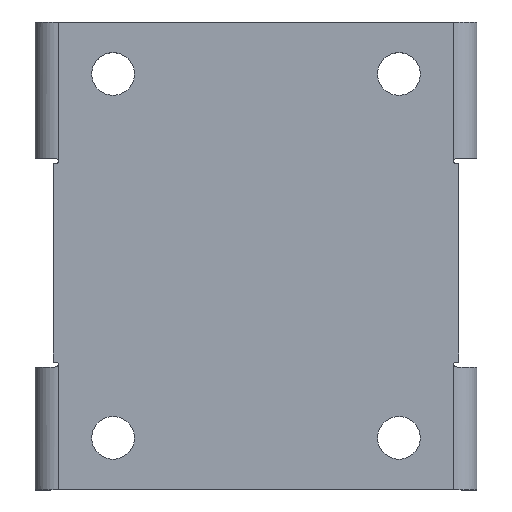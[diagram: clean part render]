
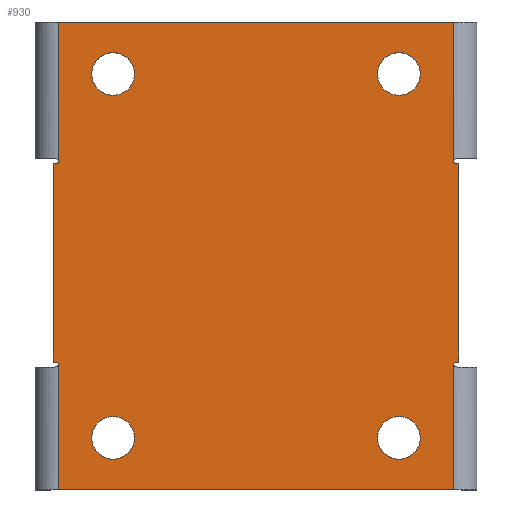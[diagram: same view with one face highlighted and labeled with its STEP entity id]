
A CAD part, top view. The second image highlights one B-rep face of the part: STEP entity #930.
In plain terms, the highlighted planar face has unit normal (0, 0, 1).
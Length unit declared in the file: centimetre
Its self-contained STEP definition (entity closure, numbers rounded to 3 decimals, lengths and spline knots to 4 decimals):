
#50=FACE_BOUND('',#135,.T.);
#51=FACE_BOUND('',#136,.T.);
#52=FACE_BOUND('',#137,.T.);
#53=FACE_BOUND('',#138,.T.);
#72=FACE_OUTER_BOUND('',#134,.T.);
#134=EDGE_LOOP('',(#688,#689,#690,#691,#692,#693,#694,#695,#696,#697,#698,
#699,#700,#701,#702,#703));
#135=EDGE_LOOP('',(#704));
#136=EDGE_LOOP('',(#705));
#137=EDGE_LOOP('',(#706));
#138=EDGE_LOOP('',(#707));
#194=CIRCLE('',#988,0.05);
#199=CIRCLE('',#1003,0.05);
#200=CIRCLE('',#1004,0.05);
#201=CIRCLE('',#1005,0.05);
#202=CIRCLE('',#1006,0.41);
#203=CIRCLE('',#1007,0.41);
#204=CIRCLE('',#1008,0.41);
#205=CIRCLE('',#1009,0.41);
#231=LINE('',#1374,#323);
#233=LINE('',#1378,#325);
#250=LINE('',#1474,#342);
#251=LINE('',#1477,#343);
#252=LINE('',#1481,#344);
#253=LINE('',#1483,#345);
#254=LINE('',#1485,#346);
#255=LINE('',#1489,#347);
#256=LINE('',#1491,#348);
#257=LINE('',#1493,#349);
#258=LINE('',#1497,#350);
#259=LINE('',#1498,#351);
#323=VECTOR('',#1097,3.82);
#325=VECTOR('',#1101,0.05);
#342=VECTOR('',#1148,2.62);
#343=VECTOR('',#1151,0.05);
#344=VECTOR('',#1154,0.05);
#345=VECTOR('',#1155,7.6);
#346=VECTOR('',#1156,2.36);
#347=VECTOR('',#1159,0.05);
#348=VECTOR('',#1160,3.82);
#349=VECTOR('',#1161,0.05);
#350=VECTOR('',#1164,0.05);
#351=VECTOR('',#1165,7.6);
#422=VERTEX_POINT('',#1371);
#423=VERTEX_POINT('',#1373);
#424=VERTEX_POINT('',#1377);
#425=VERTEX_POINT('',#1381);
#436=VERTEX_POINT('',#1470);
#437=VERTEX_POINT('',#1476);
#438=VERTEX_POINT('',#1478);
#439=VERTEX_POINT('',#1480);
#440=VERTEX_POINT('',#1482);
#441=VERTEX_POINT('',#1484);
#442=VERTEX_POINT('',#1486);
#443=VERTEX_POINT('',#1488);
#444=VERTEX_POINT('',#1490);
#445=VERTEX_POINT('',#1492);
#446=VERTEX_POINT('',#1494);
#447=VERTEX_POINT('',#1496);
#448=VERTEX_POINT('',#1499);
#449=VERTEX_POINT('',#1501);
#450=VERTEX_POINT('',#1503);
#451=VERTEX_POINT('',#1505);
#503=EDGE_CURVE('',#422,#423,#231,.T.);
#505=EDGE_CURVE('',#424,#423,#233,.T.);
#508=EDGE_CURVE('',#424,#425,#194,.T.);
#529=EDGE_CURVE('',#436,#425,#250,.T.);
#530=EDGE_CURVE('',#437,#422,#251,.T.);
#531=EDGE_CURVE('',#438,#437,#199,.T.);
#532=EDGE_CURVE('',#438,#439,#252,.T.);
#533=EDGE_CURVE('',#440,#439,#253,.T.);
#534=EDGE_CURVE('',#440,#441,#254,.T.);
#535=EDGE_CURVE('',#442,#441,#200,.T.);
#536=EDGE_CURVE('',#442,#443,#255,.T.);
#537=EDGE_CURVE('',#444,#443,#256,.T.);
#538=EDGE_CURVE('',#445,#444,#257,.T.);
#539=EDGE_CURVE('',#446,#445,#201,.T.);
#540=EDGE_CURVE('',#446,#447,#258,.T.);
#541=EDGE_CURVE('',#436,#447,#259,.T.);
#542=EDGE_CURVE('',#448,#448,#202,.T.);
#543=EDGE_CURVE('',#449,#449,#203,.T.);
#544=EDGE_CURVE('',#450,#450,#204,.T.);
#545=EDGE_CURVE('',#451,#451,#205,.T.);
#688=ORIENTED_EDGE('',*,*,#503,.F.);
#689=ORIENTED_EDGE('',*,*,#530,.F.);
#690=ORIENTED_EDGE('',*,*,#531,.F.);
#691=ORIENTED_EDGE('',*,*,#532,.T.);
#692=ORIENTED_EDGE('',*,*,#533,.F.);
#693=ORIENTED_EDGE('',*,*,#534,.T.);
#694=ORIENTED_EDGE('',*,*,#535,.F.);
#695=ORIENTED_EDGE('',*,*,#536,.T.);
#696=ORIENTED_EDGE('',*,*,#537,.F.);
#697=ORIENTED_EDGE('',*,*,#538,.F.);
#698=ORIENTED_EDGE('',*,*,#539,.F.);
#699=ORIENTED_EDGE('',*,*,#540,.T.);
#700=ORIENTED_EDGE('',*,*,#541,.F.);
#701=ORIENTED_EDGE('',*,*,#529,.T.);
#702=ORIENTED_EDGE('',*,*,#508,.F.);
#703=ORIENTED_EDGE('',*,*,#505,.T.);
#704=ORIENTED_EDGE('',*,*,#542,.F.);
#705=ORIENTED_EDGE('',*,*,#543,.F.);
#706=ORIENTED_EDGE('',*,*,#544,.F.);
#707=ORIENTED_EDGE('',*,*,#545,.F.);
#888=PLANE('',#1002);
#930=ADVANCED_FACE('',(#72,#50,#51,#52,#53),#888,.T.);
#988=AXIS2_PLACEMENT_3D('',#1383,#1106,#1107);
#1002=AXIS2_PLACEMENT_3D('',#1475,#1149,#1150);
#1003=AXIS2_PLACEMENT_3D('',#1479,#1152,#1153);
#1004=AXIS2_PLACEMENT_3D('',#1487,#1157,#1158);
#1005=AXIS2_PLACEMENT_3D('',#1495,#1162,#1163);
#1006=AXIS2_PLACEMENT_3D('',#1500,#1166,#1167);
#1007=AXIS2_PLACEMENT_3D('',#1502,#1168,#1169);
#1008=AXIS2_PLACEMENT_3D('',#1504,#1170,#1171);
#1009=AXIS2_PLACEMENT_3D('',#1506,#1172,#1173);
#1097=DIRECTION('',(0.,1.,0.));
#1101=DIRECTION('',(-1.,0.,0.));
#1106=DIRECTION('center_axis',(0.,0.,1.));
#1107=DIRECTION('ref_axis',(0.,-1.,0.));
#1148=DIRECTION('',(0.,-1.,0.));
#1149=DIRECTION('center_axis',(0.,0.,1.));
#1150=DIRECTION('ref_axis',(1.,0.,0.));
#1151=DIRECTION('',(-1.,0.,0.));
#1152=DIRECTION('center_axis',(0.,0.,1.));
#1153=DIRECTION('ref_axis',(1.,0.,0.));
#1154=DIRECTION('',(0.,-1.,0.));
#1155=DIRECTION('',(-1.,0.,0.));
#1156=DIRECTION('',(0.,1.,0.));
#1157=DIRECTION('center_axis',(0.,0.,1.));
#1158=DIRECTION('ref_axis',(0.,1.,0.));
#1159=DIRECTION('',(1.,0.,0.));
#1160=DIRECTION('',(0.,-1.,0.));
#1161=DIRECTION('',(1.,0.,0.));
#1162=DIRECTION('center_axis',(0.,0.,1.));
#1163=DIRECTION('ref_axis',(-1.,0.,0.));
#1164=DIRECTION('',(0.,1.,0.));
#1165=DIRECTION('',(1.,0.,0.));
#1166=DIRECTION('center_axis',(0.,0.,1.));
#1167=DIRECTION('ref_axis',(-1.,0.,0.));
#1168=DIRECTION('center_axis',(0.,0.,1.));
#1169=DIRECTION('ref_axis',(-1.,0.,0.));
#1170=DIRECTION('center_axis',(0.,0.,1.));
#1171=DIRECTION('ref_axis',(-1.,0.,0.));
#1172=DIRECTION('center_axis',(0.,0.,1.));
#1173=DIRECTION('ref_axis',(-1.,0.,0.));
#1371=CARTESIAN_POINT('',(-3.9,-4.54,0.15));
#1373=CARTESIAN_POINT('',(-3.9,-0.72,0.15));
#1374=CARTESIAN_POINT('',(-3.9,-4.54,0.15));
#1377=CARTESIAN_POINT('',(-3.85,-0.72,0.15));
#1378=CARTESIAN_POINT('',(-3.85,-0.72,0.15));
#1381=CARTESIAN_POINT('',(-3.8,-0.67,0.15));
#1383=CARTESIAN_POINT('Origin',(-3.85,-0.67,0.15));
#1470=CARTESIAN_POINT('',(-3.8,2.,0.15));
#1474=CARTESIAN_POINT('',(-3.8,2.,0.15));
#1475=CARTESIAN_POINT('Origin',(0.,0.,0.15));
#1476=CARTESIAN_POINT('',(-3.85,-4.54,0.15));
#1477=CARTESIAN_POINT('',(-3.85,-4.54,0.15));
#1478=CARTESIAN_POINT('',(-3.8,-4.59,0.15));
#1479=CARTESIAN_POINT('Origin',(-3.85,-4.59,0.15));
#1480=CARTESIAN_POINT('',(-3.8,-7.,0.15));
#1481=CARTESIAN_POINT('',(-3.8,-4.59,0.15));
#1482=CARTESIAN_POINT('',(3.8,-7.,0.15));
#1483=CARTESIAN_POINT('',(3.8,-7.,0.15));
#1484=CARTESIAN_POINT('',(3.8,-4.59,0.15));
#1485=CARTESIAN_POINT('',(3.8,-7.,0.15));
#1486=CARTESIAN_POINT('',(3.85,-4.54,0.15));
#1487=CARTESIAN_POINT('Origin',(3.85,-4.59,0.15));
#1488=CARTESIAN_POINT('',(3.9,-4.54,0.15));
#1489=CARTESIAN_POINT('',(3.85,-4.54,0.15));
#1490=CARTESIAN_POINT('',(3.9,-0.72,0.15));
#1491=CARTESIAN_POINT('',(3.9,-0.72,0.15));
#1492=CARTESIAN_POINT('',(3.85,-0.72,0.15));
#1493=CARTESIAN_POINT('',(3.85,-0.72,0.15));
#1494=CARTESIAN_POINT('',(3.8,-0.67,0.15));
#1495=CARTESIAN_POINT('Origin',(3.85,-0.67,0.15));
#1496=CARTESIAN_POINT('',(3.8,2.,0.15));
#1497=CARTESIAN_POINT('',(3.8,-0.67,0.15));
#1498=CARTESIAN_POINT('',(-3.8,2.,0.15));
#1499=CARTESIAN_POINT('',(-2.34,1.,0.15));
#1500=CARTESIAN_POINT('Origin',(-2.75,1.,0.15));
#1501=CARTESIAN_POINT('',(3.16,1.,0.15));
#1502=CARTESIAN_POINT('Origin',(2.75,1.,0.15));
#1503=CARTESIAN_POINT('',(-2.34,-6.,0.15));
#1504=CARTESIAN_POINT('Origin',(-2.75,-6.,0.15));
#1505=CARTESIAN_POINT('',(3.16,-6.,0.15));
#1506=CARTESIAN_POINT('Origin',(2.75,-6.,0.15));
